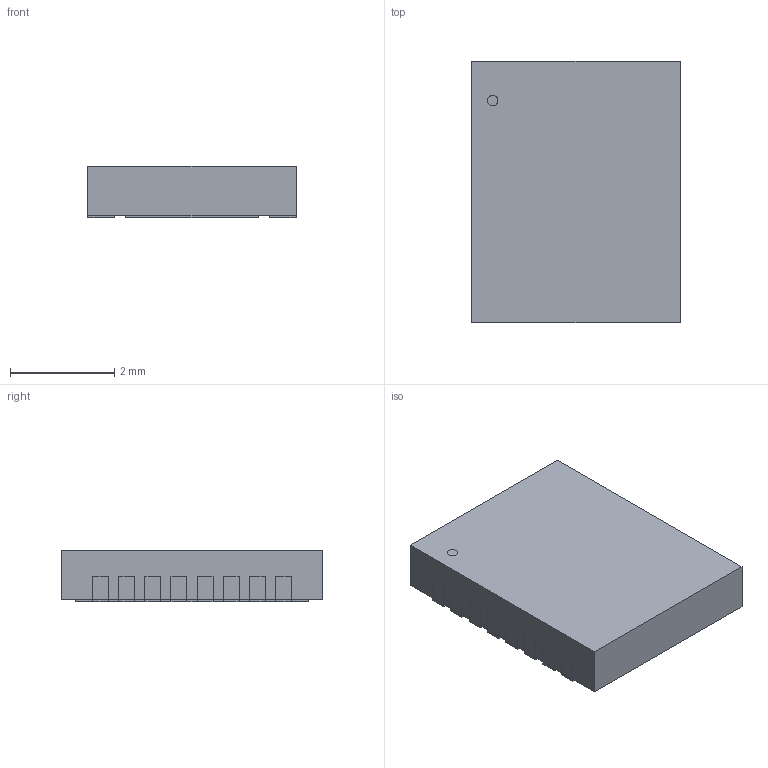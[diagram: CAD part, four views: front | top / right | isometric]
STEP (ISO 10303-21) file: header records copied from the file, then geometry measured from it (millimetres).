
FILE_DESCRIPTION(('STEP AP214'),'1');
FILE_NAME('DFN16_5X4_MCH','2023-07-27T02:59:32',(''),(''),'','','');
FILE_SCHEMA(('AUTOMOTIVE_DESIGN'));
Length unit declared in the file: millimetre
Products named in the file (1): product
Bounding box: 3.99 x 5 x 0.99 mm (x, y, z)
Volume: 19.5 mm3; surface area: 90.8 mm2
Topology: 19 solids, 19 shells, 143 faces, 283 edges, 178 vertices
Faces by surface type: plane 142, cylinder 1
Full cylindrical faces by diameter (mm): 0.199 x1
Entity records: 3813 total; most frequent: ORIENTED_EDGE 628, DIRECTION 606, CARTESIAN_POINT 357, EDGE_CURVE 314, LINE 312, VECTOR 312, VERTEX_POINT 210, AXIS2_PLACEMENT_3D 147
